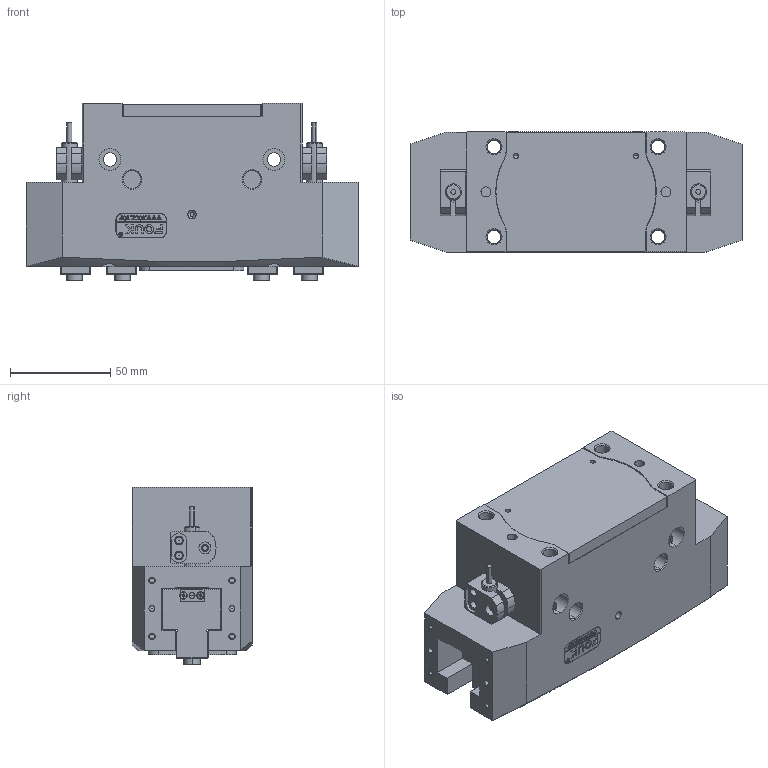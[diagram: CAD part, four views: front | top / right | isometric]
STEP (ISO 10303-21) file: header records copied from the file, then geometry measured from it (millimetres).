
FILE_DESCRIPTION (( 'STEP AP203' ), '1' );
FILE_NAME ('TR57-166-L.STEP', '2024-11-21T01:29:42', ( 'USER-' ), ( 'Microsoft' ), 'SwSTEP 2.0', 'SolidWorks 2018', '' );
FILE_SCHEMA (( 'CONFIG_CONTROL_DESIGN' ));
Length unit declared in the file: millimetre
Products named in the file (17): TR57-166-L杅耀.sldasm-Part-4; 埴翐芛_GB_FASTENER_SCREWS_HSHCS M2X8-N; TR57-166-L杅耀.sldasm-Part-15; TR57-166-L杅耀.sldasm-Part-3; TR57-166-L杅耀.sldasm-Part-5; TR57-166-L杅耀.sldasm-Part-13; TR57-166-L杅耀.sldasm-Part-16; TR57-166-L杅耀.sldasm-Part-6; TR57-166-L杅耀.sldasm-Part-1; TR57-166-L杅耀.sldasm-Part-17; 揤輸杅耀.sldasm-Part-9; 25x12-R3; TR57-166-L-菁裔啣; TR57-166-L; TR57-166-L杅耀.sldasm-Part-8; TR57-166-L杅耀.sldasm-Part-18; 揤輸蚾饜极
Assembly tree (19 placements, depth 3):
  TR57-166-L
    TR57-166-L杅耀.sldasm-Part-1
    TR57-166-L杅耀.sldasm-Part-3
    TR57-166-L杅耀.sldasm-Part-4
    TR57-166-L杅耀.sldasm-Part-5
    TR57-166-L杅耀.sldasm-Part-6
    TR57-166-L杅耀.sldasm-Part-8
    TR57-166-L杅耀.sldasm-Part-13  x2
    TR57-166-L杅耀.sldasm-Part-15
    TR57-166-L杅耀.sldasm-Part-16
    TR57-166-L杅耀.sldasm-Part-18
    TR57-166-L杅耀.sldasm-Part-17
    TR57-166-L-菁裔啣
    揤輸蚾饜极  x2
      揤輸杅耀.sldasm-Part-9
      埴翐芛_GB_FASTENER_SCREWS_HSHCS M2X8-N
    25x12-R3
Bounding box: 166 x 60 x 88.5 mm (x, y, z)
Volume: 624234.9 mm3; surface area: 123653.9 mm2
Topology: 20 solids, 38 shells, 1397 faces, 3555 edges, 2246 vertices
Faces by surface type: plane 643, cylinder 359, cone 232, bspline 155, torus 8
Entity records: 43287 total; most frequent: CARTESIAN_POINT 13214, ORIENTED_EDGE 5980, DIRECTION 5518, EDGE_CURVE 2990, VERTEX_POINT 1945, AXIS2_PLACEMENT_3D 1869, LINE 1780, VECTOR 1780
